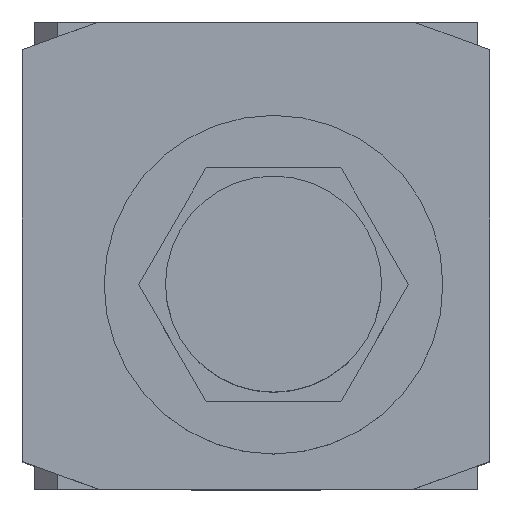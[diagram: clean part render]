
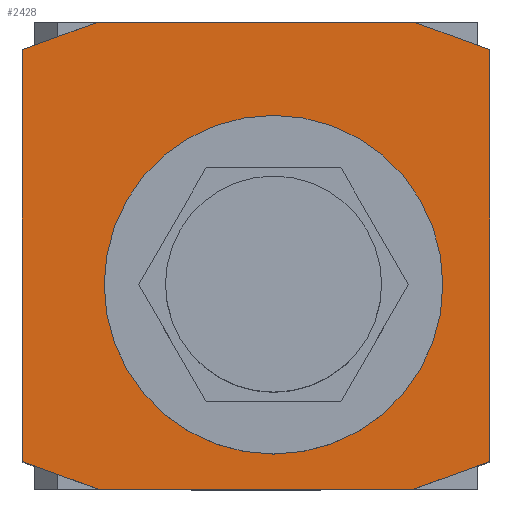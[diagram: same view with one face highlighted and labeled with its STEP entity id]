
A CAD part, top view. The second image highlights one B-rep face of the part: STEP entity #2428.
In plain terms, the highlighted planar face has unit normal (0, 0, 1).
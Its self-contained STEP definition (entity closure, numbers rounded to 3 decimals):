
#1385=CARTESIAN_POINT('',(-13.,-2.5,34.0));
#1386=VERTEX_POINT('',#1385);
#1395=CARTESIAN_POINT('',(16.,-2.5,34.0));
#1396=VERTEX_POINT('',#1395);
#1397=CARTESIAN_POINT('',(1.5,-2.5,34.0));
#1398=DIRECTION('',(0.0,0.0,-1.0));
#1399=DIRECTION('',(-1.0,0.0,0.0));
#1400=AXIS2_PLACEMENT_3D('',#1397,#1398,#1399);
#1401=CIRCLE('',#1400,14.5);
#1402=EDGE_CURVE('',#1396,#1386,#1401,.T.);
#2347=CARTESIAN_POINT('',(0.,0.,34.0));
#2348=DIRECTION('',(0.0,0.0,1.0));
#2349=DIRECTION('',(1.0,0.0,0.0));
#2350=AXIS2_PLACEMENT_3D('',#2347,#2348,#2349);
#2351=PLANE('',#2350);
#2352=CARTESIAN_POINT('',(-13.5,-20.0,34.0));
#2353=VERTEX_POINT('',#2352);
#2354=CARTESIAN_POINT('',(-20.0,-17.634,34.0));
#2355=VERTEX_POINT('',#2354);
#2356=CARTESIAN_POINT('',(-13.5,-20.0,34.0));
#2357=DIRECTION('',(-0.94,0.342,0.0));
#2358=VECTOR('',#2357,6.917);
#2359=LINE('',#2356,#2358);
#2360=EDGE_CURVE('',#2353,#2355,#2359,.T.);
#2361=ORIENTED_EDGE('',*,*,#2360,.F.);
#2362=CARTESIAN_POINT('',(13.5,-20.0,34.0));
#2363=VERTEX_POINT('',#2362);
#2364=CARTESIAN_POINT('',(13.5,-20.0,34.0));
#2365=DIRECTION('',(-1.0,0.0,0.0));
#2366=VECTOR('',#2365,27.);
#2367=LINE('',#2364,#2366);
#2368=EDGE_CURVE('',#2363,#2353,#2367,.T.);
#2369=ORIENTED_EDGE('',*,*,#2368,.F.);
#2370=CARTESIAN_POINT('',(20.0,-17.634,34.0));
#2371=VERTEX_POINT('',#2370);
#2372=CARTESIAN_POINT('',(20.0,-17.634,34.0));
#2373=DIRECTION('',(-0.94,-0.342,0.0));
#2374=VECTOR('',#2373,6.917);
#2375=LINE('',#2372,#2374);
#2376=EDGE_CURVE('',#2371,#2363,#2375,.T.);
#2377=ORIENTED_EDGE('',*,*,#2376,.F.);
#2378=CARTESIAN_POINT('',(20.0,17.634,34.0));
#2379=VERTEX_POINT('',#2378);
#2380=CARTESIAN_POINT('',(20.0,17.634,34.0));
#2381=DIRECTION('',(0.0,-1.0,0.0));
#2382=VECTOR('',#2381,35.268);
#2383=LINE('',#2380,#2382);
#2384=EDGE_CURVE('',#2379,#2371,#2383,.T.);
#2385=ORIENTED_EDGE('',*,*,#2384,.F.);
#2386=CARTESIAN_POINT('',(13.5,20.0,34.0));
#2387=VERTEX_POINT('',#2386);
#2388=CARTESIAN_POINT('',(13.5,20.0,34.0));
#2389=DIRECTION('',(0.94,-0.342,0.0));
#2390=VECTOR('',#2389,6.917);
#2391=LINE('',#2388,#2390);
#2392=EDGE_CURVE('',#2387,#2379,#2391,.T.);
#2393=ORIENTED_EDGE('',*,*,#2392,.F.);
#2394=CARTESIAN_POINT('',(-13.5,20.0,34.0));
#2395=VERTEX_POINT('',#2394);
#2396=CARTESIAN_POINT('',(-13.5,20.0,34.0));
#2397=DIRECTION('',(1.0,0.0,0.0));
#2398=VECTOR('',#2397,27.);
#2399=LINE('',#2396,#2398);
#2400=EDGE_CURVE('',#2395,#2387,#2399,.T.);
#2401=ORIENTED_EDGE('',*,*,#2400,.F.);
#2402=CARTESIAN_POINT('',(-20.0,17.634,34.0));
#2403=VERTEX_POINT('',#2402);
#2404=CARTESIAN_POINT('',(-20.0,17.634,34.0));
#2405=DIRECTION('',(0.94,0.342,0.0));
#2406=VECTOR('',#2405,6.917);
#2407=LINE('',#2404,#2406);
#2408=EDGE_CURVE('',#2403,#2395,#2407,.T.);
#2409=ORIENTED_EDGE('',*,*,#2408,.F.);
#2410=CARTESIAN_POINT('',(-20.0,-17.634,34.0));
#2411=DIRECTION('',(0.0,1.0,0.0));
#2412=VECTOR('',#2411,35.268);
#2413=LINE('',#2410,#2412);
#2414=EDGE_CURVE('',#2355,#2403,#2413,.T.);
#2415=ORIENTED_EDGE('',*,*,#2414,.F.);
#2416=EDGE_LOOP('',(#2361,#2369,#2377,#2385,#2393,#2401,#2409,#2415));
#2417=FACE_OUTER_BOUND('',#2416,.T.);
#2418=ORIENTED_EDGE('',*,*,#1402,.T.);
#2419=CARTESIAN_POINT('',(1.5,-2.5,34.0));
#2420=DIRECTION('',(0.0,0.0,-1.0));
#2421=DIRECTION('',(-1.0,0.0,0.0));
#2422=AXIS2_PLACEMENT_3D('',#2419,#2420,#2421);
#2423=CIRCLE('',#2422,14.5);
#2424=EDGE_CURVE('',#1386,#1396,#2423,.T.);
#2425=ORIENTED_EDGE('',*,*,#2424,.T.);
#2426=EDGE_LOOP('',(#2418,#2425));
#2427=FACE_BOUND('',#2426,.T.);
#2428=ADVANCED_FACE('',(#2417,#2427),#2351,.T.);
